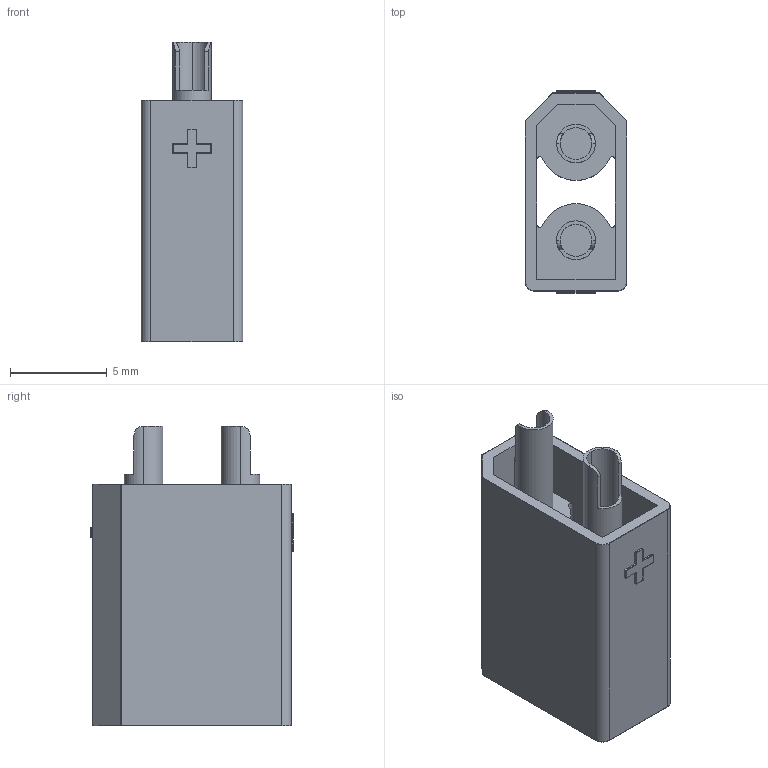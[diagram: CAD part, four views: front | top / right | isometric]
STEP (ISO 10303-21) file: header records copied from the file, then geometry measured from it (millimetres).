
FILE_DESCRIPTION (( 'STEP AP214' ), '1' );
FILE_NAME ('XT30-M.STEP', '2023-05-22T09:41:15', ( '' ), ( '' ), 'SwSTEP 2.0', 'SolidWorks 2021', '' );
FILE_SCHEMA (( 'AUTOMOTIVE_DESIGN' ));
Length unit declared in the file: millimetre
Products named in the file (2): eBom-FreeParts; XT30-M
Assembly tree (1 placements, depth 2):
  XT30-M
    eBom-FreeParts
Bounding box: 5.25 x 10.45 x 15.5 mm (x, y, z)
Volume: 292.1 mm3; surface area: 975.6 mm2
Topology: 1 solids, 1 shells, 178 faces, 442 edges, 252 vertices
Faces by surface type: cylinder 84, plane 56, torus 18, sphere 16, bspline 4
Entity records: 7202 total; most frequent: CARTESIAN_POINT 2596, DIRECTION 900, ORIENTED_EDGE 844, EDGE_CURVE 422, AXIS2_PLACEMENT_3D 340, VERTEX_POINT 252, LINE 220, VECTOR 220
